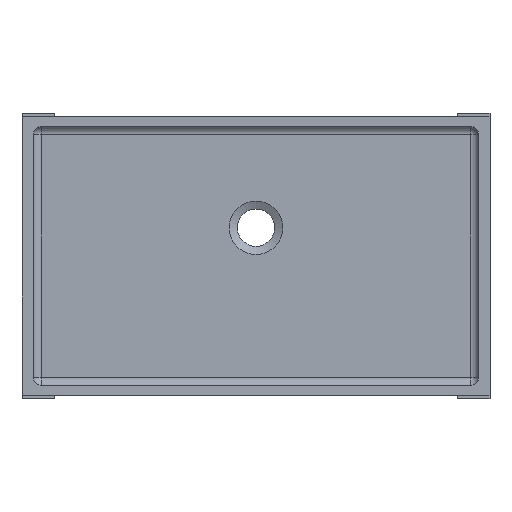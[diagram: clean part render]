
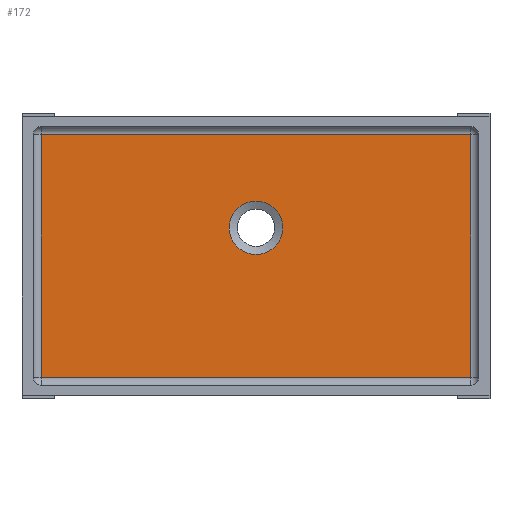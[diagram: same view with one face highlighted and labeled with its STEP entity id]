
A CAD part, top view. The second image highlights one B-rep face of the part: STEP entity #172.
In plain terms, the highlighted planar face has unit normal (0, 0, 1).
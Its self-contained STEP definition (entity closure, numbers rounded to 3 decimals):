
#104=FACE_BOUND('',#286,.T.);
#140=CIRCLE('',#888,33.);
#172=ADVANCED_FACE('',(#104,#241),#215,.F.);
#215=PLANE('',#889);
#241=FACE_OUTER_BOUND('',#287,.T.);
#286=EDGE_LOOP('',(#401));
#287=EDGE_LOOP('',(#402,#403,#404,#405));
#401=ORIENTED_EDGE('',*,*,#668,.T.);
#402=ORIENTED_EDGE('',*,*,#669,.T.);
#403=ORIENTED_EDGE('',*,*,#670,.T.);
#404=ORIENTED_EDGE('',*,*,#671,.T.);
#405=ORIENTED_EDGE('',*,*,#672,.T.);
#587=VERTEX_POINT('',#1297);
#588=VERTEX_POINT('',#1299);
#589=VERTEX_POINT('',#1300);
#590=VERTEX_POINT('',#1302);
#591=VERTEX_POINT('',#1304);
#668=EDGE_CURVE('',#587,#587,#140,.T.);
#669=EDGE_CURVE('',#588,#589,#762,.T.);
#670=EDGE_CURVE('',#589,#590,#763,.T.);
#671=EDGE_CURVE('',#590,#591,#764,.T.);
#672=EDGE_CURVE('',#591,#588,#765,.T.);
#762=LINE('',#1298,#836);
#763=LINE('',#1301,#837);
#764=LINE('',#1303,#838);
#765=LINE('',#1305,#839);
#836=VECTOR('',#1043,1.);
#837=VECTOR('',#1044,1.);
#838=VECTOR('',#1045,1.);
#839=VECTOR('',#1046,1.);
#888=AXIS2_PLACEMENT_3D('',#1296,#1041,#1042);
#889=AXIS2_PLACEMENT_3D('',#1306,#1047,#1048);
#1041=DIRECTION('',(0.,0.,-1.));
#1042=DIRECTION('',(-1.,0.,0.));
#1043=DIRECTION('',(1.,0.,0.));
#1044=DIRECTION('',(0.,1.,0.));
#1045=DIRECTION('',(-1.,0.,0.));
#1046=DIRECTION('',(0.,-1.,0.));
#1047=DIRECTION('',(0.,0.,-1.));
#1048=DIRECTION('',(-1.,0.,0.));
#1296=CARTESIAN_POINT('',(-148.,116.,-110.));
#1297=CARTESIAN_POINT('',(-181.,116.,-110.));
#1298=CARTESIAN_POINT('',(-423.,-69.,-110.));
#1299=CARTESIAN_POINT('',(-413.,-69.,-110.));
#1300=CARTESIAN_POINT('',(117.,-69.,-110.));
#1301=CARTESIAN_POINT('',(117.,-79.,-110.));
#1302=CARTESIAN_POINT('',(117.,231.,-110.));
#1303=CARTESIAN_POINT('',(-423.,231.,-110.));
#1304=CARTESIAN_POINT('',(-413.,231.,-110.));
#1305=CARTESIAN_POINT('',(-413.,-79.,-110.));
#1306=CARTESIAN_POINT('',(-423.,-79.,-110.));
